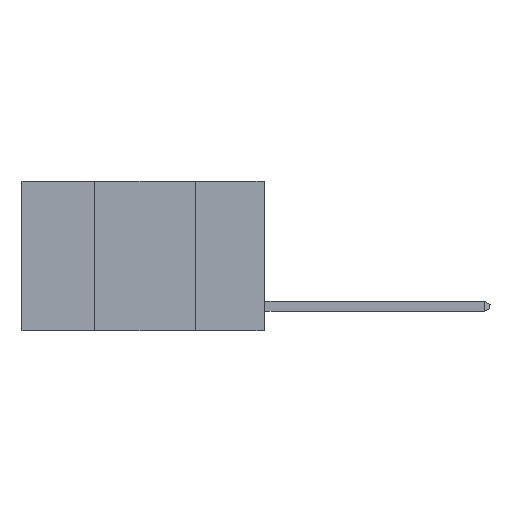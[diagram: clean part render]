
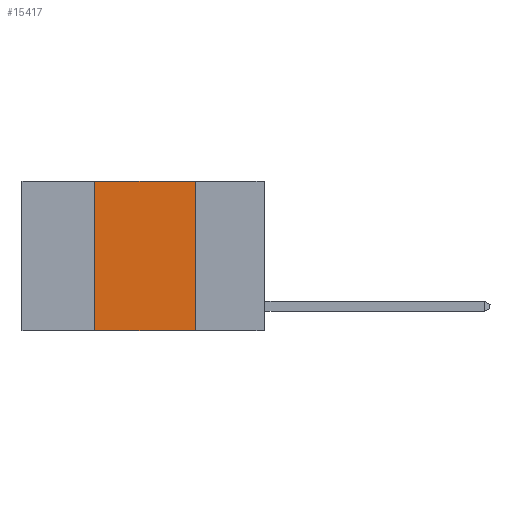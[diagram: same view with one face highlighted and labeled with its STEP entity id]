
A CAD part, left-side view. The second image highlights one B-rep face of the part: STEP entity #15417.
In plain terms, the highlighted planar face has unit normal (-1, 0, 0).
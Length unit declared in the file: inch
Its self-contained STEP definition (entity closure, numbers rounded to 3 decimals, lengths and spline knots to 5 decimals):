
#1081 = VERTEX_POINT ( 'NONE', #4848 ) ;
#2902 = VECTOR ( 'NONE', #10984, 39.37008 ) ;
#2968 = VECTOR ( 'NONE', #25004, 39.37008 ) ;
#3421 = DIRECTION ( 'NONE',  ( 1., 0., 0. ) ) ;
#4127 = EDGE_CURVE ( 'NONE', #18273, #6280, #5352, .T. ) ;
#4319 = ORIENTED_EDGE ( 'NONE', *, *, #4127, .T. ) ;
#4445 = EDGE_LOOP ( 'NONE', ( #9632, #7220, #11714, #4319 ) ) ;
#4848 = CARTESIAN_POINT ( 'NONE',  ( 0., 0.42, 0. ) ) ;
#5181 = EDGE_CURVE ( 'NONE', #20987, #6280, #14878, .T. ) ;
#5352 = LINE ( 'NONE', #10027, #27766 ) ;
#6232 = EDGE_CURVE ( 'NONE', #1081, #20987, #9411, .T. ) ;
#6280 = VERTEX_POINT ( 'NONE', #18373 ) ;
#7034 = CARTESIAN_POINT ( 'NONE',  ( 0., 0.6, 0. ) ) ;
#7220 = ORIENTED_EDGE ( 'NONE', *, *, #6232, .F. ) ;
#9147 = FACE_OUTER_BOUND ( 'NONE', #4445, .T. ) ;
#9411 = LINE ( 'NONE', #18800, #2968 ) ;
#9632 = ORIENTED_EDGE ( 'NONE', *, *, #5181, .F. ) ;
#10027 = CARTESIAN_POINT ( 'NONE',  ( 0., 0.6, -0.37 ) ) ;
#10984 = DIRECTION ( 'NONE',  ( 0., 0., -1. ) ) ;
#11714 = ORIENTED_EDGE ( 'NONE', *, *, #19684, .F. ) ;
#12510 = CARTESIAN_POINT ( 'NONE',  ( 0., 0.42, -0.37 ) ) ;
#14878 = LINE ( 'NONE', #15439, #2902 ) ;
#15417 = ADVANCED_FACE ( 'NONE', ( #9147 ), #23922, .F. ) ;
#15439 = CARTESIAN_POINT ( 'NONE',  ( 0., 0.17, 0. ) ) ;
#15470 = LINE ( 'NONE', #24648, #19445 ) ;
#15627 = CARTESIAN_POINT ( 'NONE',  ( 0., 0.17, 0. ) ) ;
#16316 = DIRECTION ( 'NONE',  ( 0., 0., -1. ) ) ;
#16856 = DIRECTION ( 'NONE',  ( 0., -1., 0. ) ) ;
#18273 = VERTEX_POINT ( 'NONE', #12510 ) ;
#18373 = CARTESIAN_POINT ( 'NONE',  ( 0., 0.17, -0.37 ) ) ;
#18800 = CARTESIAN_POINT ( 'NONE',  ( 0., 0.6, 0. ) ) ;
#19445 = VECTOR ( 'NONE', #27168, 39.37008 ) ;
#19684 = EDGE_CURVE ( 'NONE', #18273, #1081, #15470, .T. ) ;
#20987 = VERTEX_POINT ( 'NONE', #15627 ) ;
#23922 = PLANE ( 'NONE',  #28662 ) ;
#24648 = CARTESIAN_POINT ( 'NONE',  ( 0., 0.42, 0. ) ) ;
#25004 = DIRECTION ( 'NONE',  ( 0., -1., 0. ) ) ;
#27168 = DIRECTION ( 'NONE',  ( 0., 0., 1. ) ) ;
#27766 = VECTOR ( 'NONE', #16856, 39.37008 ) ;
#28662 = AXIS2_PLACEMENT_3D ( 'NONE', #7034, #3421, #16316 ) ;
